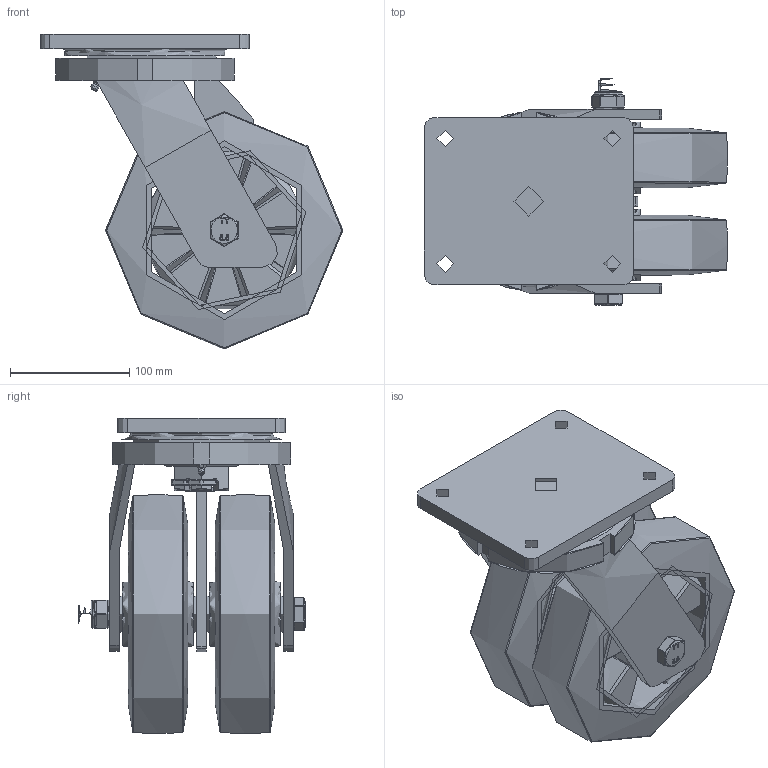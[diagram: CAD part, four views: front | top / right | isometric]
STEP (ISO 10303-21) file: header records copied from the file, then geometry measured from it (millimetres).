
FILE_DESCRIPTION(/* description */ (''),/* implementation_level */ '2;1');
FILE_NAME(/* name */ '2BZQ200SPABJ.step',/* time_stamp */ '2025-06-30T12:27:16+01:00',/* author */ (''),/* organization */ (''),/* preprocessor_version */ 'ST-DEVELOPER v20.1',/* originating_system */ 'Autodesk Translation Framework v14.10.0.0',/* authorisation */ '');
FILE_SCHEMA (('AUTOMOTIVE_DESIGN { 1 0 10303 214 3 1 1 }'));
Products named in the file (49): 2BZQ200SPABJ; 2BZQ200AS v1; FABRICATED STEEL TOP PLATE; TOP PLATE; NUT; PIN; FABRICATED STEEL FORKS; FABRICATED STEEL FORKS Geometry; GREASE NIPPLE; BZH200WSPABJM20 v1; 75 SHORE A POLYURETHANE TYRE; ALUMINIUM RIM; BEARING6204; BALL BEARINGS; BEARING6204 (1); BALL BEARINGS (1); Component3; INNER; OUTER; MIDDLE; RUBBER; BEARING SPACER; BZH200WSPABJM20 v1 (1); 75 SHORE A POLYURETHANE TYRE (1); ALUMINIUM RIM (1); BEARING6204 (2); BALL BEARINGS (2); BEARING6204 (1) (1); BALL BEARINGS (1) (1); Component3 (1); INNER (1); OUTER (1); MIDDLE (1); RUBBER (1); BEARING SPACER (1); TH25X3X16 v1; ZINC PLATED HEADED SPACER; TH25X3X16 v1 (2); ZINC PLATED HEADED SPACER (2); TH25X3X16 v1 (1) ...
Assembly tree (86 placements, depth 5):
  2BZQ200SPABJ
    2BZQ200AS v1
      FABRICATED STEEL TOP PLATE
        TOP PLATE
        NUT
        PIN
      FABRICATED STEEL FORKS
        FABRICATED STEEL FORKS Geometry
        GREASE NIPPLE
    BZH200WSPABJM20 v1
      75 SHORE A POLYURETHANE TYRE
      ALUMINIUM RIM
      BEARING6204
        INNER
        OUTER
        BALL BEARINGS
          Component3  x8
        MIDDLE
        RUBBER
      BEARING6204 (1)
        BALL BEARINGS (1)
          Component3  x8
        INNER
        OUTER
        MIDDLE
        RUBBER
      BEARING SPACER
    BZH200WSPABJM20 v1 (1)
      75 SHORE A POLYURETHANE TYRE (1)
      ALUMINIUM RIM (1)
      BEARING6204 (2)
        INNER (1)
        OUTER (1)
        BALL BEARINGS (2)
          Component3 (1)  x8
        MIDDLE (1)
        RUBBER (1)
      BEARING6204 (1) (1)
        BALL BEARINGS (1) (1)
          Component3 (1)  x8
        INNER (1)
        OUTER (1)
        MIDDLE (1)
        RUBBER (1)
      BEARING SPACER (1)
    TH25X3X16 v1
      ZINC PLATED HEADED SPACER
    TH25X3X16 v1 (2)
      ZINC PLATED HEADED SPACER (2)
    TH25X3X16 v1 (1)
      ZINC PLATED HEADED SPACER (1)
    TH25X3X16 v1 (3)
      ZINC PLATED HEADED SPACER (3)
    BOLTM16X180Z8.8 v2
      ZINC PLATED STEEL BOLT
    NM16NYTHINZ v1
      NYLOC NUT
        NUT (1)
        RUBBER (2)
Bounding box: 254 x 190.05 x 264 mm (x, y, z)
Volume: 2942052.8 mm3; surface area: 681992 mm2
Topology: 70 solids, 70 shells, 2589 faces, 6381 edges, 4059 vertices
Faces by surface type: bspline 964, plane 794, cylinder 411, sphere 221, torus 168, cone 31
Full cylindrical faces by diameter (mm): 6 x1, 6.5 x1, 13.534 x23, 14.2 x4, 15.822 x23, 16 x8, 16.2 x4, 16.25 x3, 18 x2, 20 x6, 23 x1, 23.5 x1, 24 x2, 24.8 x4, 25 x1, 27 x11, 28.5 x16, 30 x5, 30.8 x8, 31.3 x8, 40.3 x8, 40.5 x8, 40.8 x8, 42 x20, 44 x2, 47 x8, 56 x4, 62 x2, 120 x1, 124 x1
Entity records: 144501 total; most frequent: CARTESIAN_POINT 103398, ORIENTED_EDGE 8884, DIRECTION 7110, EDGE_CURVE 4442, AXIS2_PLACEMENT_3D 2894, VERTEX_POINT 2783, EDGE_LOOP 2115, FACE_OUTER_BOUND 1867
